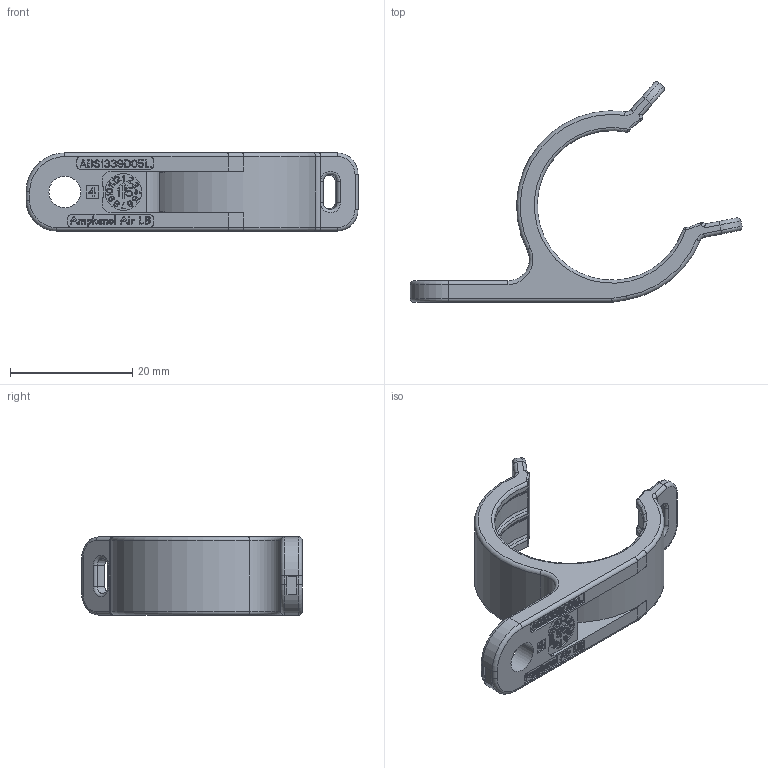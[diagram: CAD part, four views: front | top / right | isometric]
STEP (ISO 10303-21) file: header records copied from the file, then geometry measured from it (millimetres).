
FILE_DESCRIPTION((''),'2;1');
FILE_NAME('35068025539SCC','2020-07-02T',('presta_be4'),(''),'CREO PARAMETRIC BY PTC INC, 2018360','CREO PARAMETRIC BY PTC INC, 2018360','');
FILE_SCHEMA(('CONFIG_CONTROL_DESIGN'));
Length unit declared in the file: millimetre
Products named in the file (1): 35068025539SCC
Bounding box: 54.37 x 36.11 x 12.8 mm (x, y, z)
Volume: 3853.2 mm3; surface area: 3416.1 mm2
Topology: 1 solids, 1 shells, 1416 faces, 3956 edges, 2610 vertices
Faces by surface type: plane 1079, extrusion 204, cylinder 71, torus 33, bspline 24, cone 5
Entity records: 52600 total; most frequent: CARTESIAN_POINT 17035, ORIENTED_EDGE 7912, DIRECTION 6223, EDGE_CURVE 3956, VECTOR 3513, LINE 3309, VERTEX_POINT 2610, EDGE_LOOP 1490
